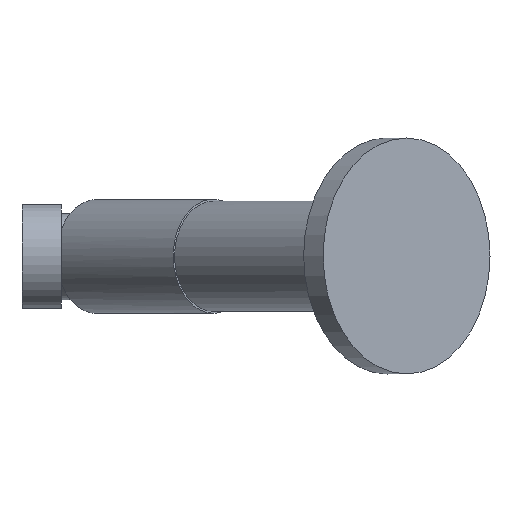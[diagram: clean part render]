
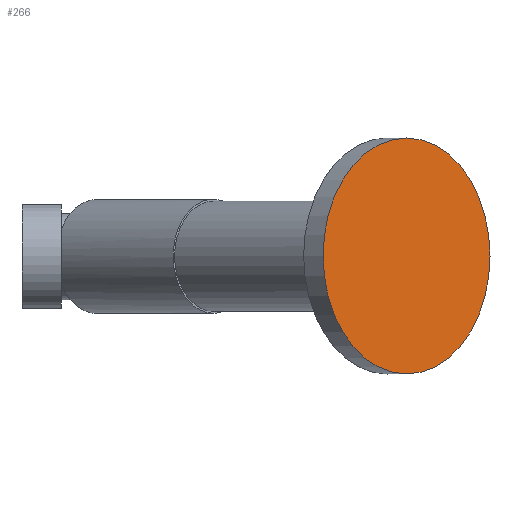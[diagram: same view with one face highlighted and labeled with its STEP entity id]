
A CAD part, top view. The second image highlights one B-rep face of the part: STEP entity #266.
In plain terms, the highlighted planar face has unit normal (0.707, 0, 0.707).
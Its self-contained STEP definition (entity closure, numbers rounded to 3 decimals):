
#31=PLANE('',#316);
#50=CIRCLE('',#314,30.);
#99=ORIENTED_EDGE('',*,*,#137,.T.);
#137=EDGE_CURVE('',#161,#161,#50,.T.);
#161=VERTEX_POINT('',#574);
#197=EDGE_LOOP('',(#99));
#232=FACE_BOUND('',#197,.T.);
#266=ADVANCED_FACE('',(#232),#31,.T.);
#314=AXIS2_PLACEMENT_3D('',#573,#385,#386);
#316=AXIS2_PLACEMENT_3D('',#577,#389,#390);
#385=DIRECTION('',(0.707,0.,0.707));
#386=DIRECTION('',(0.707,0.,-0.707));
#389=DIRECTION('',(0.707,0.,0.707));
#390=DIRECTION('',(0.707,0.,-0.707));
#573=CARTESIAN_POINT('',(62.787,0.,78.787));
#574=CARTESIAN_POINT('',(84.,0.,57.573));
#577=CARTESIAN_POINT('',(62.787,0.,78.787));
